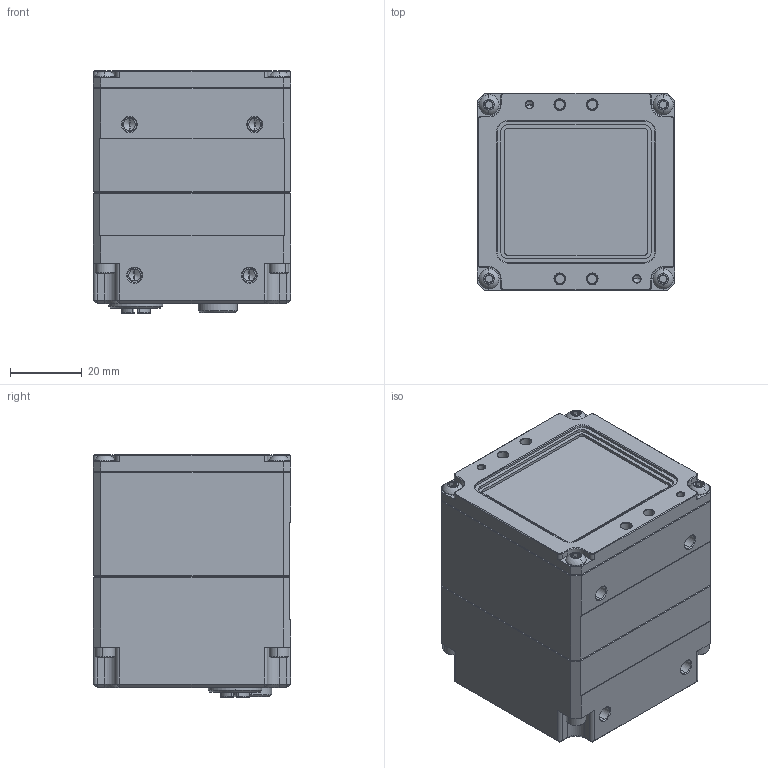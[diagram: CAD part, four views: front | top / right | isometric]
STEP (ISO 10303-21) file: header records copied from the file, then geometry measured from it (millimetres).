
FILE_DESCRIPTION (( 'STEP AP203' ), '1' );
FILE_NAME ('458-062-B.STEP', '2021-10-21T18:36:12', ( '' ), ( '' ), 'SwSTEP 2.0', 'SolidWorks 2017', '' );
FILE_SCHEMA (( 'CONFIG_CONTROL_DESIGN' ));
Length unit declared in the file: millimetre
Products named in the file (1): 458-062-B
Bounding box: 55 x 55 x 67.65 mm (x, y, z)
Volume: 189939.5 mm3; surface area: 23104.6 mm2
Topology: 2 solids, 2 shells, 1139 faces, 2870 edges, 1786 vertices
Faces by surface type: plane 538, cylinder 347, cone 138, bspline 76, torus 32, sphere 8
Entity records: 36172 total; most frequent: CARTESIAN_POINT 8989, DIRECTION 5742, ORIENTED_EDGE 5676, EDGE_CURVE 2838, AXIS2_PLACEMENT_3D 2071, VERTEX_POINT 1786, LINE 1600, VECTOR 1600
